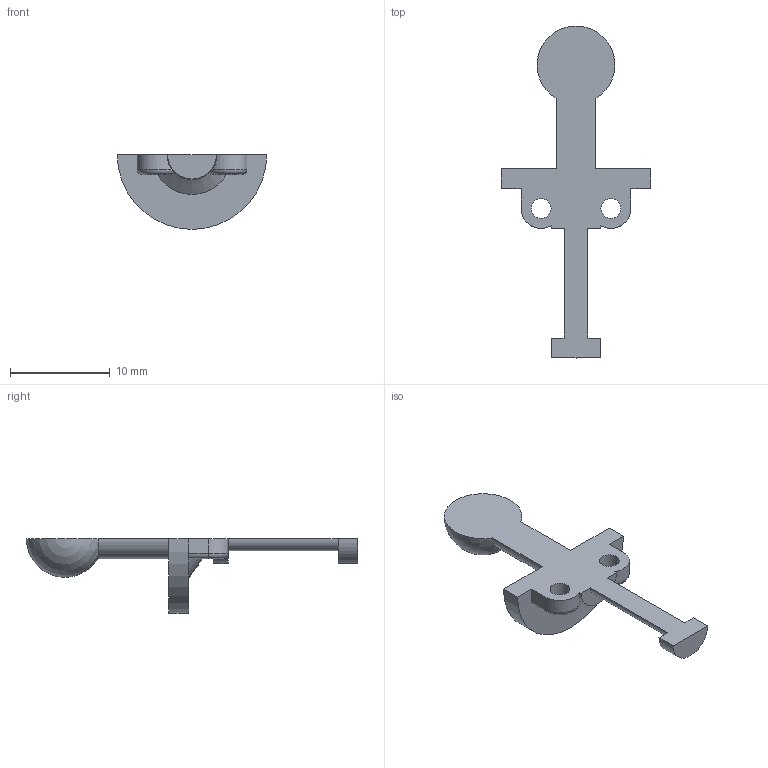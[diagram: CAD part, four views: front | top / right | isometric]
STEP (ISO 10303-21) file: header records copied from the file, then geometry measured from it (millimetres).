
FILE_DESCRIPTION (( 'STEP AP214' ), '1' );
FILE_NAME ('rolldamper_pistonrod_B.STEP', '2025-07-31T22:28:38', ( '' ), ( '' ), 'SwSTEP 2.0', 'SolidWorks 2024', '' );
FILE_SCHEMA (( 'AUTOMOTIVE_DESIGN' ));
Length unit declared in the file: millimetre
Products named in the file (1): rolldamper_pistonrod_B
Bounding box: 15 x 33.3 x 7.5 mm (x, y, z)
Volume: 463.4 mm3; surface area: 672 mm2
Topology: 1 solids, 1 shells, 36 faces, 102 edges, 66 vertices
Faces by surface type: cylinder 19, plane 13, torus 2, cone 1, sphere 1
Entity records: 1217 total; most frequent: CARTESIAN_POINT 265, DIRECTION 196, ORIENTED_EDGE 196, EDGE_CURVE 98, AXIS2_PLACEMENT_3D 75, VERTEX_POINT 64, VECTOR 46, LINE 46
